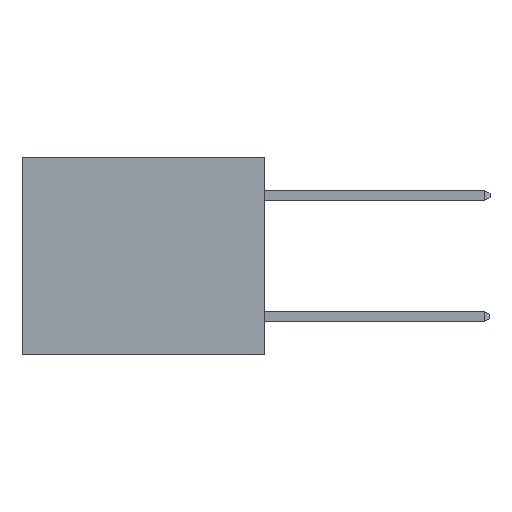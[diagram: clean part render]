
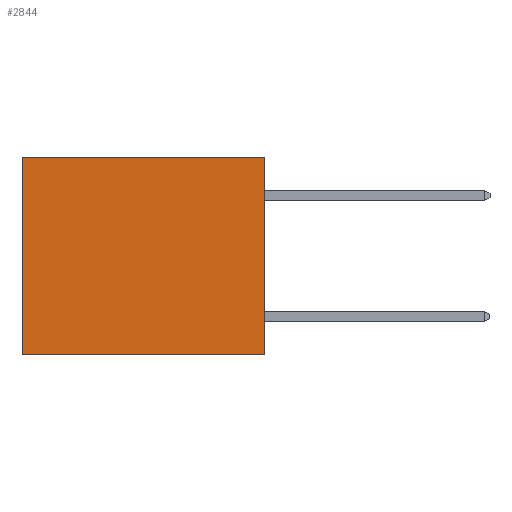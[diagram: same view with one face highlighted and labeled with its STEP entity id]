
A CAD part, left-side view. The second image highlights one B-rep face of the part: STEP entity #2844.
In plain terms, the highlighted planar face has unit normal (-1, 0, 0).
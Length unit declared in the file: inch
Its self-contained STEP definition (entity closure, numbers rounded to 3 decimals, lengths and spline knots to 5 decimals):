
#80 = VERTEX_POINT ( 'NONE', #1809 ) ;
#545 = CARTESIAN_POINT ( 'NONE',  ( 0.3165, 0., -0.49 ) ) ;
#1159 = VECTOR ( 'NONE', #4279, 39.37008 ) ;
#1235 = ORIENTED_EDGE ( 'NONE', *, *, #1308, .T. ) ;
#1308 = EDGE_CURVE ( 'NONE', #7883, #3652, #2365, .T. ) ;
#1637 = CARTESIAN_POINT ( 'NONE',  ( 0.3165, 0.6, 0. ) ) ;
#1809 = CARTESIAN_POINT ( 'NONE',  ( 0.3165, 0., 0. ) ) ;
#2082 = VECTOR ( 'NONE', #2092, 39.37008 ) ;
#2092 = DIRECTION ( 'NONE',  ( 0., 1., 0. ) ) ;
#2365 = LINE ( 'NONE', #7876, #3764 ) ;
#2389 = DIRECTION ( 'NONE',  ( 1., 0., 0. ) ) ;
#2422 = DIRECTION ( 'NONE',  ( 0., 0., -1. ) ) ;
#2591 = CARTESIAN_POINT ( 'NONE',  ( 0.3165, 0.6, -0.49 ) ) ;
#2684 = LINE ( 'NONE', #3486, #1159 ) ;
#2844 = ADVANCED_FACE ( 'NONE', ( #3356 ), #3179, .F. ) ;
#3016 = LINE ( 'NONE', #3270, #9858 ) ;
#3179 = PLANE ( 'NONE',  #5073 ) ;
#3270 = CARTESIAN_POINT ( 'NONE',  ( 0.3165, 0., 0. ) ) ;
#3356 = FACE_OUTER_BOUND ( 'NONE', #4588, .T. ) ;
#3486 = CARTESIAN_POINT ( 'NONE',  ( 0.3165, 0., -0.49 ) ) ;
#3652 = VERTEX_POINT ( 'NONE', #2591 ) ;
#3764 = VECTOR ( 'NONE', #10088, 39.37008 ) ;
#4091 = EDGE_CURVE ( 'NONE', #80, #7883, #3016, .T. ) ;
#4279 = DIRECTION ( 'NONE',  ( 0., 0., -1. ) ) ;
#4315 = ORIENTED_EDGE ( 'NONE', *, *, #4091, .T. ) ;
#4588 = EDGE_LOOP ( 'NONE', ( #1235, #5591, #5125, #4315 ) ) ;
#5073 = AXIS2_PLACEMENT_3D ( 'NONE', #8034, #2389, #2422 ) ;
#5125 = ORIENTED_EDGE ( 'NONE', *, *, #8101, .F. ) ;
#5591 = ORIENTED_EDGE ( 'NONE', *, *, #6439, .F. ) ;
#6073 = LINE ( 'NONE', #545, #2082 ) ;
#6439 = EDGE_CURVE ( 'NONE', #8406, #3652, #6073, .T. ) ;
#6765 = CARTESIAN_POINT ( 'NONE',  ( 0.3165, 0., -0.49 ) ) ;
#7876 = CARTESIAN_POINT ( 'NONE',  ( 0.3165, 0.6, -0.49 ) ) ;
#7883 = VERTEX_POINT ( 'NONE', #1637 ) ;
#8034 = CARTESIAN_POINT ( 'NONE',  ( 0.3165, 0., -0.49 ) ) ;
#8101 = EDGE_CURVE ( 'NONE', #80, #8406, #2684, .T. ) ;
#8406 = VERTEX_POINT ( 'NONE', #6765 ) ;
#8825 = DIRECTION ( 'NONE',  ( 0., 1., 0. ) ) ;
#9858 = VECTOR ( 'NONE', #8825, 39.37008 ) ;
#10088 = DIRECTION ( 'NONE',  ( 0., 0., -1. ) ) ;
